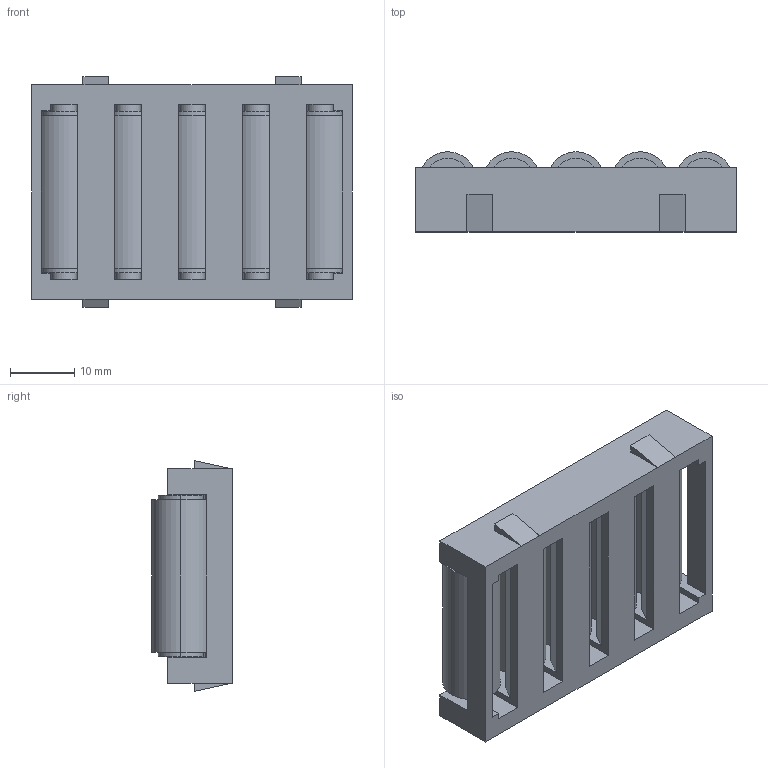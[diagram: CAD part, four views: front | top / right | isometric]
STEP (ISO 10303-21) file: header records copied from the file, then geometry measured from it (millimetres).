
FILE_DESCRIPTION (( 'STEP AP214' ), '1' );
FILE_NAME ('7750035', '2019-02-01T13:52:16', ( '' ), ('JUGARD+KÜNSTNER GmbH'), 'SwSTEP 2.0', 'SolidWorks 2017', '' );
FILE_SCHEMA (( 'AUTOMOTIVE_DESIGN' ));
Length unit declared in the file: millimetre
Products named in the file (1): 7750035_CNAJF00
Bounding box: 50 x 12.5 x 36 mm (x, y, z)
Volume: 14033.1 mm3; surface area: 10068.4 mm2
Topology: 1 solids, 1 shells, 233 faces, 670 edges, 444 vertices
Faces by surface type: plane 129, cylinder 104
Entity records: 10385 total; most frequent: DIRECTION 1386, CARTESIAN_POINT 1348, ORIENTED_EDGE 1340, EDGE_CURVE 670, AXIS2_PLACEMENT_3D 482, VERTEX_POINT 444, LINE 422, VECTOR 422
